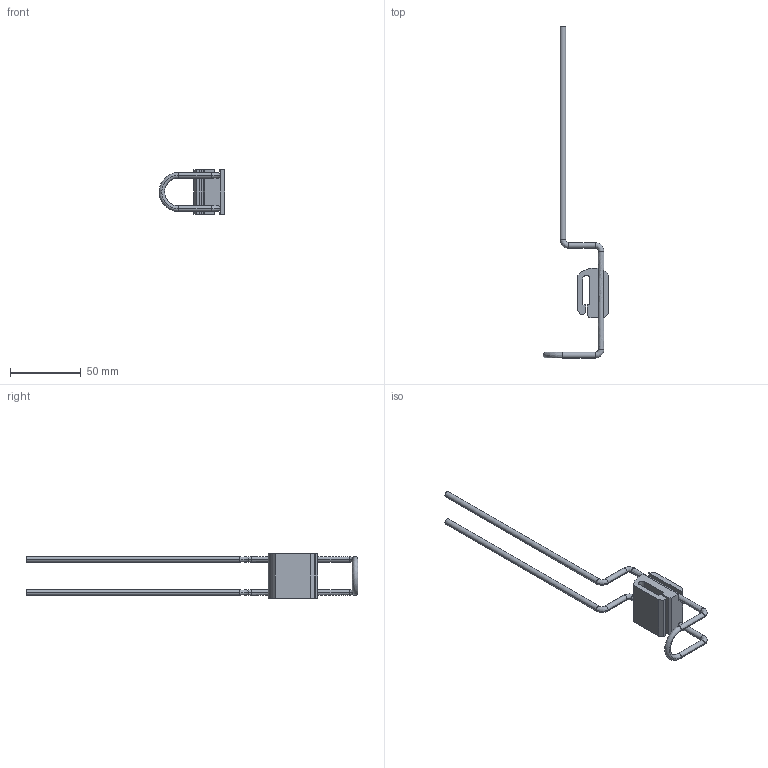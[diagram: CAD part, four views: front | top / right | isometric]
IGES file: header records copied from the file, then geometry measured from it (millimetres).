
Start section:  PTC IGES file: s022664631n.igs
Global section: file name: s022664631n.igs; native system: Pro/ENGINEER by Parametric Technology Corporation; preprocessor: 2005310; author: Andrea.Castagnoli; organization: Unknown; date: 070219.171822; units: millimetre
Bounding box: 46.59 x 234.5 x 31.5 mm (x, y, z)
Volume: 25078.8 mm3; surface area: 13692.6 mm2
Topology: 1 solids, 1 shells, 59 faces, 141 edges, 82 vertices
Faces by surface type: revolution 35, bspline 24
